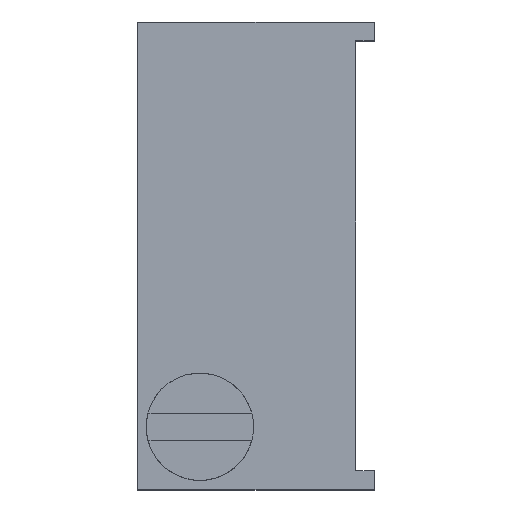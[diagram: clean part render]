
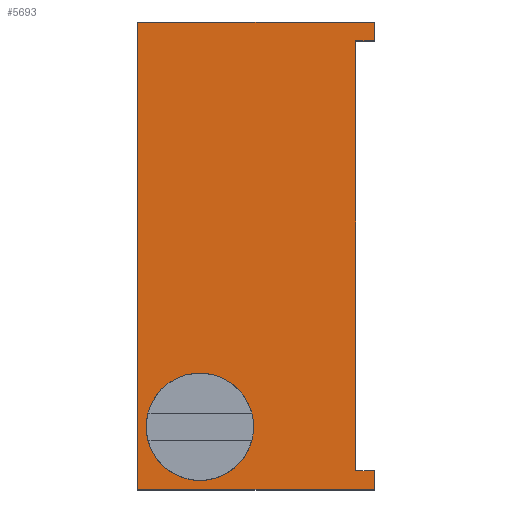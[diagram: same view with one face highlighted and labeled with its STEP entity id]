
A CAD part, top view. The second image highlights one B-rep face of the part: STEP entity #5693.
In plain terms, the highlighted planar face has unit normal (0, 0, 1).
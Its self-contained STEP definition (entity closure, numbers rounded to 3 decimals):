
#591=FACE_OUTER_BOUND('',#913,.T.);
#913=EDGE_LOOP('',(#5169,#5170,#5171,#5172,#5173,#5174,#5175,#5176));
#1096=LINE('',#8739,#1619);
#1396=LINE('',#10466,#1919);
#1400=LINE('',#10474,#1923);
#1405=LINE('',#10485,#1928);
#1409=LINE('',#10493,#1932);
#1414=LINE('',#10502,#1937);
#1440=LINE('',#10551,#1963);
#1441=LINE('',#10553,#1964);
#1619=VECTOR('',#6154,10.);
#1919=VECTOR('',#6648,10.);
#1923=VECTOR('',#6654,10.);
#1928=VECTOR('',#6663,10.);
#1932=VECTOR('',#6669,10.);
#1937=VECTOR('',#6678,10.);
#1963=VECTOR('',#6722,10.);
#1964=VECTOR('',#6725,10.);
#2388=VERTEX_POINT('',#8736);
#2389=VERTEX_POINT('',#8738);
#2680=VERTEX_POINT('',#10464);
#2681=VERTEX_POINT('',#10465);
#2684=VERTEX_POINT('',#10473);
#2687=VERTEX_POINT('',#10483);
#2688=VERTEX_POINT('',#10484);
#2691=VERTEX_POINT('',#10492);
#3053=EDGE_CURVE('',#2389,#2388,#1096,.T.);
#3489=EDGE_CURVE('',#2680,#2681,#1396,.T.);
#3493=EDGE_CURVE('',#2684,#2680,#1400,.T.);
#3498=EDGE_CURVE('',#2687,#2688,#1405,.T.);
#3502=EDGE_CURVE('',#2691,#2687,#1409,.T.);
#3507=EDGE_CURVE('',#2691,#2681,#1414,.T.);
#3533=EDGE_CURVE('',#2388,#2688,#1440,.T.);
#3534=EDGE_CURVE('',#2389,#2684,#1441,.T.);
#5169=ORIENTED_EDGE('',*,*,#3053,.T.);
#5170=ORIENTED_EDGE('',*,*,#3533,.T.);
#5171=ORIENTED_EDGE('',*,*,#3498,.F.);
#5172=ORIENTED_EDGE('',*,*,#3502,.F.);
#5173=ORIENTED_EDGE('',*,*,#3507,.T.);
#5174=ORIENTED_EDGE('',*,*,#3489,.F.);
#5175=ORIENTED_EDGE('',*,*,#3493,.F.);
#5176=ORIENTED_EDGE('',*,*,#3534,.F.);
#5381=PLANE('',#5881);
#5693=ADVANCED_FACE('',(#591),#5381,.T.);
#5881=AXIS2_PLACEMENT_3D('',#10555,#6728,#6729);
#6154=DIRECTION('',(0.,-1.,0.));
#6648=DIRECTION('',(-1.,0.,0.));
#6654=DIRECTION('',(0.,-1.,0.));
#6663=DIRECTION('',(0.,-1.,0.));
#6669=DIRECTION('',(1.,0.,0.));
#6678=DIRECTION('',(0.,1.,0.));
#6722=DIRECTION('',(1.,0.,0.));
#6725=DIRECTION('',(1.,0.,0.));
#6728=DIRECTION('center_axis',(0.,0.,1.));
#6729=DIRECTION('ref_axis',(1.,0.,0.));
#8736=CARTESIAN_POINT('',(-2.415,-4.765,10.03));
#8738=CARTESIAN_POINT('',(-2.415,4.765,10.03));
#8739=CARTESIAN_POINT('',(-2.415,4.765,10.03));
#10464=CARTESIAN_POINT('',(2.415,4.385,10.03));
#10465=CARTESIAN_POINT('',(2.035,4.385,10.03));
#10466=CARTESIAN_POINT('',(2.13,4.385,10.03));
#10473=CARTESIAN_POINT('',(2.415,4.765,10.03));
#10474=CARTESIAN_POINT('',(2.415,2.193,10.03));
#10483=CARTESIAN_POINT('',(2.415,-4.385,10.03));
#10484=CARTESIAN_POINT('',(2.415,-4.765,10.03));
#10485=CARTESIAN_POINT('',(2.415,-2.383,10.03));
#10492=CARTESIAN_POINT('',(2.035,-4.385,10.03));
#10493=CARTESIAN_POINT('',(2.32,-4.385,10.03));
#10502=CARTESIAN_POINT('',(2.035,4.765,10.03));
#10551=CARTESIAN_POINT('',(-2.415,-4.765,10.03));
#10553=CARTESIAN_POINT('',(2.32,4.765,10.03));
#10555=CARTESIAN_POINT('Origin',(-0.19,0.,10.03));
